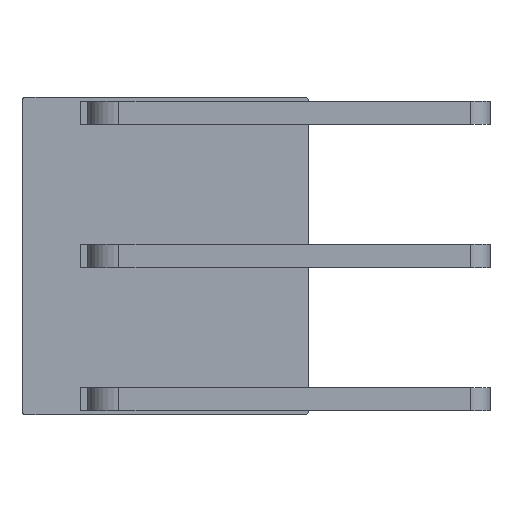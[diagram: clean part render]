
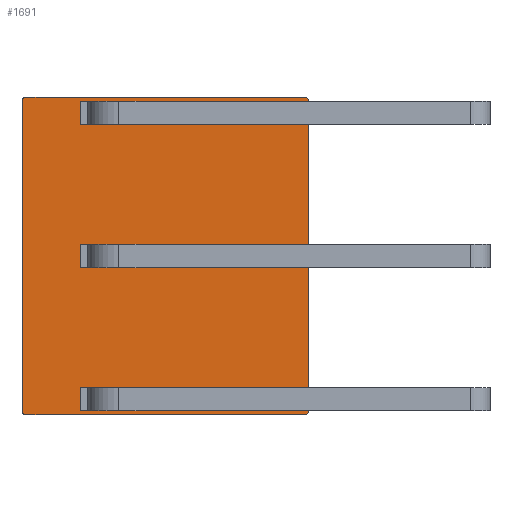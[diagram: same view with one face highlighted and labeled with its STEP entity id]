
A CAD part, front view. The second image highlights one B-rep face of the part: STEP entity #1691.
In plain terms, the highlighted planar face has unit normal (0, -1, 0).
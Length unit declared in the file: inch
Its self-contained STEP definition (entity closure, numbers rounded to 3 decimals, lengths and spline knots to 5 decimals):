
#13=FACE_BOUND($,#215,.T.);
#14=FACE_BOUND($,#216,.T.);
#15=FACE_BOUND($,#217,.T.);
#16=FACE_BOUND($,#218,.T.);
#17=FACE_BOUND($,#219,.T.);
#18=FACE_BOUND($,#220,.T.);
#19=FACE_BOUND($,#221,.T.);
#215=EDGE_LOOP($,(#1499,#1500,#1501,#1502));
#216=EDGE_LOOP($,(#1503,#1504,#1505,#1506));
#217=EDGE_LOOP($,(#1507,#1508,#1509,#1510));
#218=EDGE_LOOP($,(#1511,#1512,#1513,#1514));
#219=EDGE_LOOP($,(#1515,#1516,#1517,#1518));
#220=EDGE_LOOP($,(#1519,#1520,#1521,#1522));
#221=EDGE_LOOP($,(#1523,#1524,#1525,#1526,#1527,#1528,#1529,#1530));
#260=CIRCLE($,#1812,0.00512);
#262=CIRCLE($,#1816,0.00512);
#264=CIRCLE($,#1820,0.00512);
#266=CIRCLE($,#1824,0.00512);
#269=LINE($,#2298,#465);
#278=LINE($,#2321,#474);
#295=LINE($,#2361,#491);
#296=LINE($,#2363,#492);
#299=LINE($,#2371,#495);
#308=LINE($,#2394,#504);
#325=LINE($,#2434,#521);
#326=LINE($,#2436,#522);
#329=LINE($,#2444,#525);
#338=LINE($,#2467,#534);
#355=LINE($,#2507,#551);
#356=LINE($,#2509,#552);
#359=LINE($,#2517,#555);
#368=LINE($,#2540,#564);
#385=LINE($,#2580,#581);
#386=LINE($,#2582,#582);
#389=LINE($,#2590,#585);
#398=LINE($,#2613,#594);
#415=LINE($,#2653,#611);
#416=LINE($,#2655,#612);
#419=LINE($,#2663,#615);
#428=LINE($,#2686,#624);
#445=LINE($,#2726,#641);
#446=LINE($,#2728,#642);
#451=LINE($,#2743,#647);
#455=LINE($,#2755,#651);
#459=LINE($,#2767,#655);
#462=LINE($,#2776,#658);
#465=VECTOR($,#1834,0.07);
#474=VECTOR($,#1851,0.03);
#491=VECTOR($,#1894,0.03);
#492=VECTOR($,#1897,0.07);
#495=VECTOR($,#1902,0.07);
#504=VECTOR($,#1919,0.03);
#521=VECTOR($,#1962,0.03);
#522=VECTOR($,#1965,0.07);
#525=VECTOR($,#1970,0.07);
#534=VECTOR($,#1987,0.03);
#551=VECTOR($,#2030,0.03);
#552=VECTOR($,#2033,0.07);
#555=VECTOR($,#2038,0.07);
#564=VECTOR($,#2055,0.03);
#581=VECTOR($,#2098,0.03);
#582=VECTOR($,#2101,0.07);
#585=VECTOR($,#2106,0.07);
#594=VECTOR($,#2123,0.03);
#611=VECTOR($,#2166,0.03);
#612=VECTOR($,#2169,0.07);
#615=VECTOR($,#2174,0.07);
#624=VECTOR($,#2191,0.03);
#641=VECTOR($,#2234,0.03);
#642=VECTOR($,#2237,0.07);
#647=VECTOR($,#2250,0.36013);
#651=VECTOR($,#2262,0.39936);
#655=VECTOR($,#2274,0.36013);
#658=VECTOR($,#2285,0.39936);
#661=VERTEX_POINT($,#2295);
#662=VERTEX_POINT($,#2297);
#671=VERTEX_POINT($,#2317);
#682=VERTEX_POINT($,#2359);
#685=VERTEX_POINT($,#2368);
#686=VERTEX_POINT($,#2370);
#695=VERTEX_POINT($,#2390);
#706=VERTEX_POINT($,#2432);
#709=VERTEX_POINT($,#2441);
#710=VERTEX_POINT($,#2443);
#719=VERTEX_POINT($,#2463);
#730=VERTEX_POINT($,#2505);
#733=VERTEX_POINT($,#2514);
#734=VERTEX_POINT($,#2516);
#743=VERTEX_POINT($,#2536);
#754=VERTEX_POINT($,#2578);
#757=VERTEX_POINT($,#2587);
#758=VERTEX_POINT($,#2589);
#767=VERTEX_POINT($,#2609);
#778=VERTEX_POINT($,#2651);
#781=VERTEX_POINT($,#2660);
#782=VERTEX_POINT($,#2662);
#791=VERTEX_POINT($,#2682);
#802=VERTEX_POINT($,#2724);
#805=VERTEX_POINT($,#2733);
#806=VERTEX_POINT($,#2735);
#808=VERTEX_POINT($,#2741);
#810=VERTEX_POINT($,#2747);
#812=VERTEX_POINT($,#2753);
#814=VERTEX_POINT($,#2759);
#816=VERTEX_POINT($,#2765);
#818=VERTEX_POINT($,#2771);
#821=EDGE_CURVE($,#662,#661,#269,.T.);
#833=EDGE_CURVE($,#671,#662,#278,.T.);
#853=EDGE_CURVE($,#661,#682,#295,.T.);
#854=EDGE_CURVE($,#682,#671,#296,.T.);
#857=EDGE_CURVE($,#686,#685,#299,.T.);
#869=EDGE_CURVE($,#695,#686,#308,.T.);
#889=EDGE_CURVE($,#685,#706,#325,.T.);
#890=EDGE_CURVE($,#706,#695,#326,.T.);
#893=EDGE_CURVE($,#710,#709,#329,.T.);
#905=EDGE_CURVE($,#719,#710,#338,.T.);
#925=EDGE_CURVE($,#709,#730,#355,.T.);
#926=EDGE_CURVE($,#730,#719,#356,.T.);
#929=EDGE_CURVE($,#734,#733,#359,.T.);
#941=EDGE_CURVE($,#743,#734,#368,.T.);
#961=EDGE_CURVE($,#733,#754,#385,.T.);
#962=EDGE_CURVE($,#754,#743,#386,.T.);
#965=EDGE_CURVE($,#758,#757,#389,.T.);
#977=EDGE_CURVE($,#767,#758,#398,.T.);
#997=EDGE_CURVE($,#757,#778,#415,.T.);
#998=EDGE_CURVE($,#778,#767,#416,.T.);
#1001=EDGE_CURVE($,#782,#781,#419,.T.);
#1013=EDGE_CURVE($,#791,#782,#428,.T.);
#1033=EDGE_CURVE($,#781,#802,#445,.T.);
#1034=EDGE_CURVE($,#802,#791,#446,.T.);
#1037=EDGE_CURVE($,#805,#806,#260,.T.);
#1041=EDGE_CURVE($,#808,#805,#451,.T.);
#1044=EDGE_CURVE($,#810,#808,#262,.T.);
#1047=EDGE_CURVE($,#812,#810,#455,.T.);
#1050=EDGE_CURVE($,#814,#812,#264,.T.);
#1053=EDGE_CURVE($,#816,#814,#459,.T.);
#1056=EDGE_CURVE($,#818,#816,#266,.T.);
#1058=EDGE_CURVE($,#806,#818,#462,.T.);
#1499=ORIENTED_EDGE($,*,*,#821,.T.);
#1500=ORIENTED_EDGE($,*,*,#853,.T.);
#1501=ORIENTED_EDGE($,*,*,#854,.T.);
#1502=ORIENTED_EDGE($,*,*,#833,.T.);
#1503=ORIENTED_EDGE($,*,*,#857,.T.);
#1504=ORIENTED_EDGE($,*,*,#889,.T.);
#1505=ORIENTED_EDGE($,*,*,#890,.T.);
#1506=ORIENTED_EDGE($,*,*,#869,.T.);
#1507=ORIENTED_EDGE($,*,*,#893,.T.);
#1508=ORIENTED_EDGE($,*,*,#925,.T.);
#1509=ORIENTED_EDGE($,*,*,#926,.T.);
#1510=ORIENTED_EDGE($,*,*,#905,.T.);
#1511=ORIENTED_EDGE($,*,*,#929,.T.);
#1512=ORIENTED_EDGE($,*,*,#961,.T.);
#1513=ORIENTED_EDGE($,*,*,#962,.T.);
#1514=ORIENTED_EDGE($,*,*,#941,.T.);
#1515=ORIENTED_EDGE($,*,*,#965,.T.);
#1516=ORIENTED_EDGE($,*,*,#997,.T.);
#1517=ORIENTED_EDGE($,*,*,#998,.T.);
#1518=ORIENTED_EDGE($,*,*,#977,.T.);
#1519=ORIENTED_EDGE($,*,*,#1001,.T.);
#1520=ORIENTED_EDGE($,*,*,#1033,.T.);
#1521=ORIENTED_EDGE($,*,*,#1034,.T.);
#1522=ORIENTED_EDGE($,*,*,#1013,.T.);
#1523=ORIENTED_EDGE($,*,*,#1058,.F.);
#1524=ORIENTED_EDGE($,*,*,#1037,.F.);
#1525=ORIENTED_EDGE($,*,*,#1041,.F.);
#1526=ORIENTED_EDGE($,*,*,#1044,.F.);
#1527=ORIENTED_EDGE($,*,*,#1047,.F.);
#1528=ORIENTED_EDGE($,*,*,#1050,.F.);
#1529=ORIENTED_EDGE($,*,*,#1053,.F.);
#1530=ORIENTED_EDGE($,*,*,#1056,.F.);
#1603=PLANE($,#1826);
#1691=ADVANCED_FACE($,(#13,#14,#15,#16,#17,#18,#19),#1603,.F.);
#1812=AXIS2_PLACEMENT_3D($,#2736,#2243,#2244);
#1816=AXIS2_PLACEMENT_3D($,#2749,#2256,#2257);
#1820=AXIS2_PLACEMENT_3D($,#2761,#2268,#2269);
#1824=AXIS2_PLACEMENT_3D($,#2773,#2280,#2281);
#1826=AXIS2_PLACEMENT_3D($,#2777,#2286,#2287);
#1834=DIRECTION($,(-1.,0.,0.));
#1851=DIRECTION($,(0.,0.,-1.));
#1894=DIRECTION($,(0.,0.,1.));
#1897=DIRECTION($,(1.,0.,0.));
#1902=DIRECTION($,(-1.,0.,0.));
#1919=DIRECTION($,(0.,0.,-1.));
#1962=DIRECTION($,(0.,0.,1.));
#1965=DIRECTION($,(1.,0.,0.));
#1970=DIRECTION($,(-1.,0.,0.));
#1987=DIRECTION($,(0.,0.,-1.));
#2030=DIRECTION($,(0.,0.,1.));
#2033=DIRECTION($,(1.,0.,0.));
#2038=DIRECTION($,(-1.,0.,0.));
#2055=DIRECTION($,(0.,0.,-1.));
#2098=DIRECTION($,(0.,0.,1.));
#2101=DIRECTION($,(1.,0.,0.));
#2106=DIRECTION($,(-1.,0.,0.));
#2123=DIRECTION($,(0.,0.,-1.));
#2166=DIRECTION($,(0.,0.,1.));
#2169=DIRECTION($,(1.,0.,0.));
#2174=DIRECTION($,(-1.,0.,0.));
#2191=DIRECTION($,(0.,0.,-1.));
#2234=DIRECTION($,(0.,0.,1.));
#2237=DIRECTION($,(1.,0.,0.));
#2243=DIRECTION('center_axis',(0.,1.,0.));
#2244=DIRECTION('ref_axis',(0.,0.,-1.));
#2250=DIRECTION($,(-1.,0.,0.));
#2256=DIRECTION('center_axis',(0.,1.,0.));
#2257=DIRECTION('ref_axis',(1.,0.,0.));
#2262=DIRECTION($,(0.,0.,-1.));
#2268=DIRECTION('center_axis',(0.,1.,0.));
#2269=DIRECTION('ref_axis',(0.,0.,1.));
#2274=DIRECTION($,(1.,0.,0.));
#2280=DIRECTION('center_axis',(0.,1.,0.));
#2281=DIRECTION('ref_axis',(-1.,0.,0.));
#2285=DIRECTION($,(0.,0.,1.));
#2286=DIRECTION('center_axis',(0.,1.,0.));
#2287=DIRECTION('ref_axis',(0.,0.,1.));
#2295=CARTESIAN_POINT('',(-0.11,0.,0.17));
#2297=CARTESIAN_POINT('',(-0.04,0.,0.17));
#2298=CARTESIAN_POINT($,(0.042,0.,0.17));
#2317=CARTESIAN_POINT('',(-0.04,0.,0.2));
#2321=CARTESIAN_POINT($,(-0.04,0.,0.0925));
#2359=CARTESIAN_POINT('',(-0.11,0.,0.2));
#2361=CARTESIAN_POINT($,(-0.11,0.,0.0925));
#2363=CARTESIAN_POINT($,(0.042,0.,0.2));
#2368=CARTESIAN_POINT('',(-0.11,0.,-0.015));
#2370=CARTESIAN_POINT('',(-0.04,0.,-0.015));
#2371=CARTESIAN_POINT($,(0.042,0.,-0.015));
#2390=CARTESIAN_POINT('',(-0.04,0.,0.015));
#2394=CARTESIAN_POINT($,(-0.04,0.,0.));
#2432=CARTESIAN_POINT('',(-0.11,0.,0.015));
#2434=CARTESIAN_POINT($,(-0.11,0.,0.));
#2436=CARTESIAN_POINT($,(0.042,0.,0.015));
#2441=CARTESIAN_POINT('',(-0.11,0.,-0.2));
#2443=CARTESIAN_POINT('',(-0.04,0.,-0.2));
#2444=CARTESIAN_POINT($,(0.042,0.,-0.2));
#2463=CARTESIAN_POINT('',(-0.04,0.,-0.17));
#2467=CARTESIAN_POINT($,(-0.04,0.,-0.0925));
#2505=CARTESIAN_POINT('',(-0.11,0.,-0.17));
#2507=CARTESIAN_POINT($,(-0.11,0.,-0.0925));
#2509=CARTESIAN_POINT($,(0.042,0.,-0.17));
#2514=CARTESIAN_POINT('',(0.04,0.,0.17));
#2516=CARTESIAN_POINT('',(0.11,0.,0.17));
#2517=CARTESIAN_POINT($,(0.10011,0.,0.17));
#2536=CARTESIAN_POINT('',(0.11,0.,0.2));
#2540=CARTESIAN_POINT($,(0.11,0.,0.0925));
#2578=CARTESIAN_POINT('',(0.04,0.,0.2));
#2580=CARTESIAN_POINT($,(0.04,0.,0.0925));
#2582=CARTESIAN_POINT($,(0.10011,0.,0.2));
#2587=CARTESIAN_POINT('',(0.04,0.,-0.015));
#2589=CARTESIAN_POINT('',(0.11,0.,-0.015));
#2590=CARTESIAN_POINT($,(0.10011,0.,-0.015));
#2609=CARTESIAN_POINT('',(0.11,0.,0.015));
#2613=CARTESIAN_POINT($,(0.11,0.,0.));
#2651=CARTESIAN_POINT('',(0.04,0.,0.015));
#2653=CARTESIAN_POINT($,(0.04,0.,0.));
#2655=CARTESIAN_POINT($,(0.10011,0.,0.015));
#2660=CARTESIAN_POINT('',(0.04,0.,-0.2));
#2662=CARTESIAN_POINT('',(0.11,0.,-0.2));
#2663=CARTESIAN_POINT($,(0.10011,0.,-0.2));
#2682=CARTESIAN_POINT('',(0.11,0.,-0.17));
#2686=CARTESIAN_POINT($,(0.11,0.,-0.0925));
#2724=CARTESIAN_POINT('',(0.04,0.,-0.17));
#2726=CARTESIAN_POINT($,(0.04,0.,-0.0925));
#2728=CARTESIAN_POINT($,(0.10011,0.,-0.17));
#2733=CARTESIAN_POINT('',(-0.18007,0.,-0.2048));
#2735=CARTESIAN_POINT('',(-0.18519,0.,-0.19968));
#2736=CARTESIAN_POINT('Origin',(-0.18007,0.,-0.19968));
#2741=CARTESIAN_POINT('',(0.18007,0.,-0.2048));
#2743=CARTESIAN_POINT($,(0.18007,0.,-0.2048));
#2747=CARTESIAN_POINT('',(0.18519,0.,-0.19968));
#2749=CARTESIAN_POINT('Origin',(0.18007,0.,-0.19968));
#2753=CARTESIAN_POINT('',(0.18519,0.,0.19968));
#2755=CARTESIAN_POINT($,(0.18519,0.,0.19968));
#2759=CARTESIAN_POINT('',(0.18007,0.,0.2048));
#2761=CARTESIAN_POINT('Origin',(0.18007,0.,0.19968));
#2765=CARTESIAN_POINT('',(-0.18007,0.,0.2048));
#2767=CARTESIAN_POINT($,(-0.18007,0.,0.2048));
#2771=CARTESIAN_POINT('',(-0.18519,0.,0.19968));
#2773=CARTESIAN_POINT('Origin',(-0.18007,0.,0.19968));
#2776=CARTESIAN_POINT($,(-0.18519,0.,-0.19968));
#2777=CARTESIAN_POINT('Origin',(0.,0.,0.));
